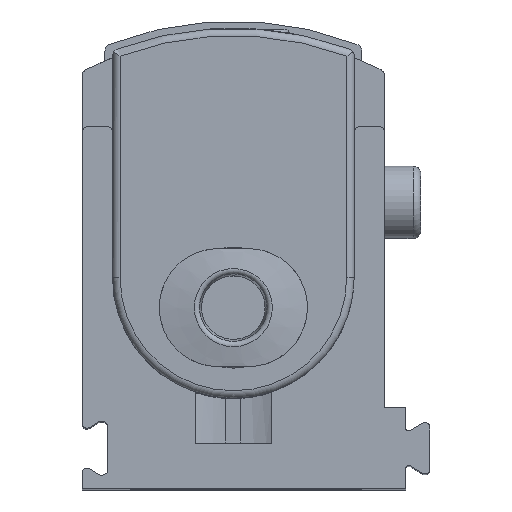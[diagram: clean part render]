
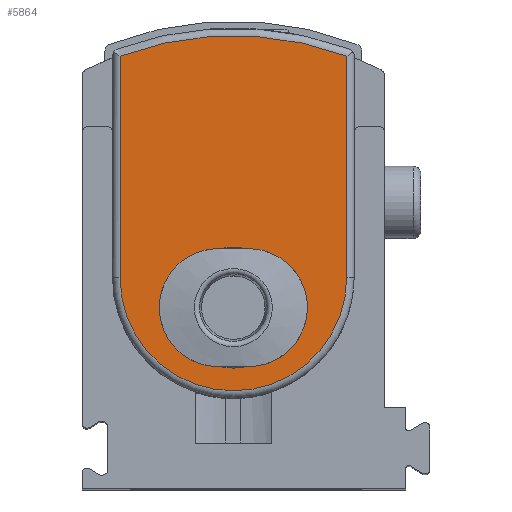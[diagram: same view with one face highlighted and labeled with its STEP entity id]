
A CAD part, top view. The second image highlights one B-rep face of the part: STEP entity #5864.
In plain terms, the highlighted face is planar.
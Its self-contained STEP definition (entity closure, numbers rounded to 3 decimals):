
#93=PLANE('',#6211);
#379=LINE('',#8442,#857);
#380=LINE('',#8447,#858);
#857=VECTOR('',#6917,1000.);
#858=VECTOR('',#6920,1000.);
#1495=ORIENTED_EDGE('',*,*,#2900,.T.);
#1496=ORIENTED_EDGE('',*,*,#2901,.T.);
#1497=ORIENTED_EDGE('',*,*,#2902,.F.);
#1498=ORIENTED_EDGE('',*,*,#2903,.F.);
#1499=ORIENTED_EDGE('',*,*,#2904,.T.);
#2900=EDGE_CURVE('',#3612,#3612,#4063,.T.);
#2901=EDGE_CURVE('',#3613,#3614,#379,.F.);
#2902=EDGE_CURVE('',#3615,#3614,#4064,.T.);
#2903=EDGE_CURVE('',#3616,#3615,#380,.F.);
#2904=EDGE_CURVE('',#3616,#3613,#4065,.T.);
#3612=VERTEX_POINT('',#8441);
#3613=VERTEX_POINT('',#8443);
#3614=VERTEX_POINT('',#8444);
#3615=VERTEX_POINT('',#8446);
#3616=VERTEX_POINT('',#8448);
#4063=CIRCLE('',#6212,4.);
#4064=CIRCLE('',#6213,21.5);
#4065=CIRCLE('',#6214,7.5);
#4265=EDGE_LOOP('',(#1495));
#4266=EDGE_LOOP('',(#1496,#1497,#1498,#1499));
#4599=FACE_BOUND('',#4265,.T.);
#4600=FACE_BOUND('',#4266,.T.);
#5864=ADVANCED_FACE('',(#4599,#4600),#93,.F.);
#6211=AXIS2_PLACEMENT_3D('',#8439,#6913,#6914);
#6212=AXIS2_PLACEMENT_3D('',#8440,#6915,#6916);
#6213=AXIS2_PLACEMENT_3D('',#8445,#6918,#6919);
#6214=AXIS2_PLACEMENT_3D('',#8449,#6921,#6922);
#6913=DIRECTION('',(1.,0.,0.));
#6914=DIRECTION('',(0.,0.,-1.));
#6915=DIRECTION('',(1.,0.,0.));
#6916=DIRECTION('',(0.,0.,-1.));
#6917=DIRECTION('',(0.,-1.,0.));
#6918=DIRECTION('',(1.,0.,0.));
#6919=DIRECTION('',(0.,0.,-1.));
#6920=DIRECTION('',(0.,-1.,0.));
#6921=DIRECTION('',(-1.,0.,0.));
#6922=DIRECTION('',(0.,0.,1.));
#8439=CARTESIAN_POINT('',(-19.25,8.,0.));
#8440=CARTESIAN_POINT('',(-19.25,6.,0.));
#8441=CARTESIAN_POINT('',(-19.25,6.,-4.));
#8442=CARTESIAN_POINT('',(-19.25,25.,7.5));
#8443=CARTESIAN_POINT('',(-19.25,8.,7.5));
#8444=CARTESIAN_POINT('',(-19.25,22.649,7.5));
#8445=CARTESIAN_POINT('',(-19.25,2.5,0.));
#8446=CARTESIAN_POINT('',(-19.25,22.649,-7.5));
#8447=CARTESIAN_POINT('',(-19.25,25.,-7.5));
#8448=CARTESIAN_POINT('',(-19.25,8.,-7.5));
#8449=CARTESIAN_POINT('',(-19.25,8.,0.));
